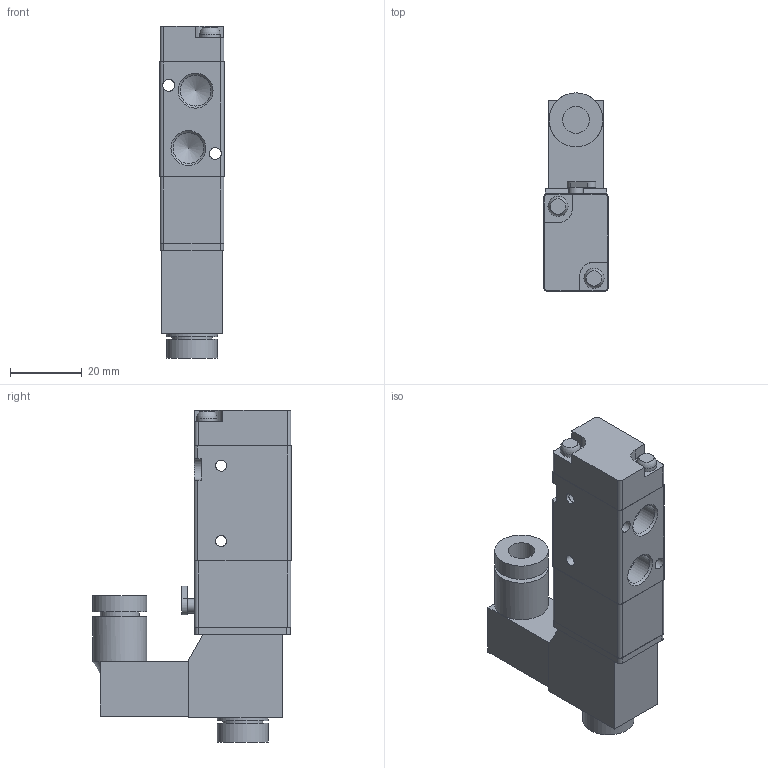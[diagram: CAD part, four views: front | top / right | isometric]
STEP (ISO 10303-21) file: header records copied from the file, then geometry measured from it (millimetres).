
FILE_DESCRIPTION(/* description */ ('STEP AP203'),/* implementation_level */ '2;1');
FILE_NAME(/* name */ 'RV3211H-06QE4',/* time_stamp */ '2024-05-09T17:59:48+02:00',/* author */ ('License CC BY-ND 4.0'),/* organization */ ('CADENAS'),/* preprocessor_version */ 'ST-DEVELOPER v19.3',/* originating_system */ 'PARTsolutions',/* authorisation */ ' ');
FILE_SCHEMA (('CONFIG_CONTROL_DESIGN'));
Length unit declared in the file: millimetre
Products named in the file (2): RV3211H-06QE4; RV3211H-06QE4-body
Assembly tree (1 placements, depth 2):
  RV3211H-06QE4
    RV3211H-06QE4-body
Bounding box: 18 x 55.2 x 92.4 mm (x, y, z)
Volume: 47019.1 mm3; surface area: 13340.6 mm2
Topology: 1 solids, 1 shells, 107 faces, 280 edges, 186 vertices
Faces by surface type: plane 57, cylinder 41, cone 7, sphere 2
Full cylindrical faces by diameter (mm): 3.1 x2, 3.3 x2, 4 x1, 5.6 x2, 7.5 x1, 8.566 x3, 10.8 x1, 11.2 x1, 14.2 x2, 15 x2
Entity records: 3156 total; most frequent: CARTESIAN_POINT 573, DIRECTION 538, ORIENTED_EDGE 474, EDGE_CURVE 237, AXIS2_PLACEMENT_3D 197, VERTEX_POINT 173, FACE_BOUND 160, EDGE_LOOP 157
